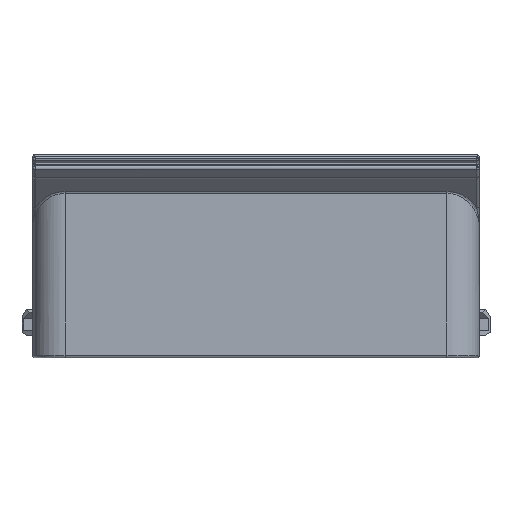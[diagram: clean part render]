
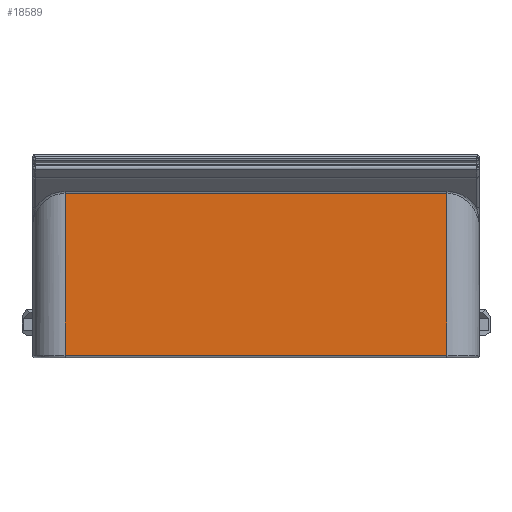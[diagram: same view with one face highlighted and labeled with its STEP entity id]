
A CAD part, left-side view. The second image highlights one B-rep face of the part: STEP entity #18589.
In plain terms, the highlighted planar face has unit normal (-1, 0, 0).
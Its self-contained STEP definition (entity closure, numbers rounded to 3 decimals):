
#28 = ORIENTED_EDGE ( 'NONE', *, *, #7831, .T. ) ;
#376 = CARTESIAN_POINT ( 'NONE',  ( -15.139, -24.974, 10.463 ) ) ;
#700 = CARTESIAN_POINT ( 'NONE',  ( -15.139, 46.026, 10.255 ) ) ;
#1071 = LINE ( 'NONE', #14635, #13753 ) ;
#2082 = EDGE_CURVE ( 'NONE', #8607, #17323, #19760, .T. ) ;
#4565 = CARTESIAN_POINT ( 'NONE',  ( -15.139, -81.772, 10.255 ) ) ;
#5308 = VECTOR ( 'NONE', #11740, 1000. ) ;
#5883 = EDGE_LOOP ( 'NONE', ( #28, #10983, #15243, #18975 ) ) ;
#6167 = FACE_OUTER_BOUND ( 'NONE', #5883, .T. ) ;
#7831 = EDGE_CURVE ( 'NONE', #17323, #16614, #15991, .T. ) ;
#8389 = VECTOR ( 'NONE', #14143, 1000. ) ;
#8607 = VERTEX_POINT ( 'NONE', #9699 ) ;
#9049 = PLANE ( 'NONE',  #15772 ) ;
#9699 = CARTESIAN_POINT ( 'NONE',  ( -15.139, -24.974, 10.255 ) ) ;
#9952 = DIRECTION ( 'NONE',  ( 0., -1., 0. ) ) ;
#10477 = DIRECTION ( 'NONE',  ( -1., 0., 0. ) ) ;
#10983 = ORIENTED_EDGE ( 'NONE', *, *, #15031, .T. ) ;
#11261 = CARTESIAN_POINT ( 'NONE',  ( -15.139, 46.026, -19.823 ) ) ;
#11740 = DIRECTION ( 'NONE',  ( 0., 0., -1. ) ) ;
#11974 = CARTESIAN_POINT ( 'NONE',  ( -15.139, -81.772, -16.323 ) ) ;
#12116 = VERTEX_POINT ( 'NONE', #18864 ) ;
#12765 = LINE ( 'NONE', #376, #8389 ) ;
#13191 = CARTESIAN_POINT ( 'NONE',  ( -15.139, 46.026, -20.323 ) ) ;
#13565 = EDGE_CURVE ( 'NONE', #12116, #8607, #12765, .T. ) ;
#13753 = VECTOR ( 'NONE', #9952, 1000. ) ;
#14143 = DIRECTION ( 'NONE',  ( 0., 0., 1. ) ) ;
#14635 = CARTESIAN_POINT ( 'NONE',  ( -15.139, -81.772, -19.823 ) ) ;
#15031 = EDGE_CURVE ( 'NONE', #16614, #12116, #1071, .T. ) ;
#15243 = ORIENTED_EDGE ( 'NONE', *, *, #13565, .T. ) ;
#15772 = AXIS2_PLACEMENT_3D ( 'NONE', #11974, #10477, #16563 ) ;
#15991 = LINE ( 'NONE', #13191, #5308 ) ;
#16563 = DIRECTION ( 'NONE',  ( 0., 0., -1. ) ) ;
#16614 = VERTEX_POINT ( 'NONE', #11261 ) ;
#17323 = VERTEX_POINT ( 'NONE', #700 ) ;
#18039 = DIRECTION ( 'NONE',  ( 0., 1., 0. ) ) ;
#18589 = ADVANCED_FACE ( 'NONE', ( #6167 ), #9049, .T. ) ;
#18786 = VECTOR ( 'NONE', #18039, 1000. ) ;
#18864 = CARTESIAN_POINT ( 'NONE',  ( -15.139, -24.974, -19.823 ) ) ;
#18975 = ORIENTED_EDGE ( 'NONE', *, *, #2082, .T. ) ;
#19760 = LINE ( 'NONE', #4565, #18786 ) ;
